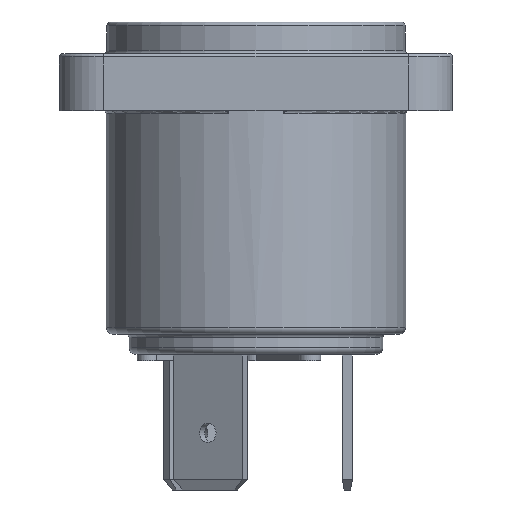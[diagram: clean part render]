
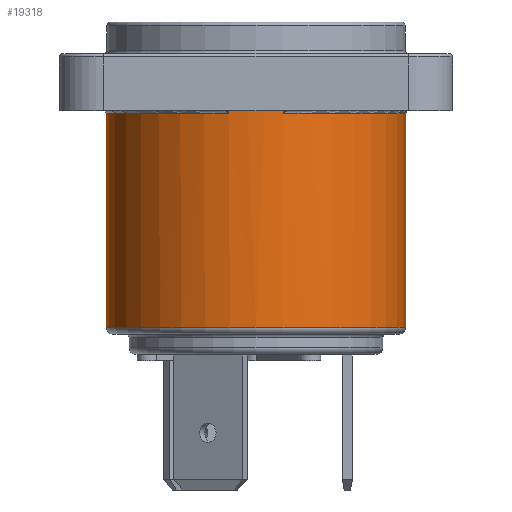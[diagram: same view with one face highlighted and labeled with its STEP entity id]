
A CAD part, left-side view. The second image highlights one B-rep face of the part: STEP entity #19318.
In plain terms, the highlighted cylindrical face has radius 11.8 mm (diameter 23.6 mm), a full revolution.
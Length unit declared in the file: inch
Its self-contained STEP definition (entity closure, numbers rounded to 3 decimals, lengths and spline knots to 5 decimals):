
#1017=CYLINDRICAL_SURFACE('',#20791,0.46457);
#1586=CIRCLE('',#20720,0.46457);
#1587=CIRCLE('',#20721,0.46457);
#1590=CIRCLE('',#20724,0.46457);
#1623=CIRCLE('',#20789,0.46457);
#1625=CIRCLE('',#20792,0.46457);
#1626=CIRCLE('',#20793,0.46457);
#2551=FACE_OUTER_BOUND('',#3687,.T.);
#3687=EDGE_LOOP('',(#16485,#16486,#16487,#16488,#16489,#16490,#16491,#16492,
#16493,#16494,#16495,#16496));
#5213=LINE('',#34974,#6932);
#5216=LINE('',#34985,#6935);
#5233=LINE('',#35074,#6952);
#5234=LINE('',#35077,#6953);
#5235=LINE('',#35080,#6954);
#6932=VECTOR('',#24692,0.3937);
#6935=VECTOR('',#24707,0.3937);
#6952=VECTOR('',#24788,0.46457);
#6953=VECTOR('',#24791,0.3937);
#6954=VECTOR('',#24794,0.3937);
#8810=VERTEX_POINT('',#34852);
#8811=VERTEX_POINT('',#34854);
#8812=VERTEX_POINT('',#34856);
#8817=VERTEX_POINT('',#34867);
#8818=VERTEX_POINT('',#34869);
#8849=VERTEX_POINT('',#34961);
#8851=VERTEX_POINT('',#34984);
#8879=VERTEX_POINT('',#35070);
#8880=VERTEX_POINT('',#35076);
#8881=VERTEX_POINT('',#35078);
#11387=EDGE_CURVE('',#8810,#8811,#1586,.T.);
#11388=EDGE_CURVE('',#8811,#8812,#1587,.T.);
#11395=EDGE_CURVE('',#8817,#8818,#1590,.T.);
#11441=EDGE_CURVE('',#8810,#8849,#5213,.T.);
#11445=EDGE_CURVE('',#8851,#8818,#5216,.T.);
#11481=EDGE_CURVE('',#8879,#8879,#1623,.T.);
#11483=EDGE_CURVE('',#8879,#8811,#5233,.T.);
#11484=EDGE_CURVE('',#8851,#8849,#1625,.T.);
#11485=EDGE_CURVE('',#8817,#8880,#5234,.T.);
#11486=EDGE_CURVE('',#8881,#8880,#1626,.T.);
#11487=EDGE_CURVE('',#8881,#8812,#5235,.T.);
#16485=ORIENTED_EDGE('',*,*,#11481,.F.);
#16486=ORIENTED_EDGE('',*,*,#11483,.T.);
#16487=ORIENTED_EDGE('',*,*,#11387,.F.);
#16488=ORIENTED_EDGE('',*,*,#11441,.T.);
#16489=ORIENTED_EDGE('',*,*,#11484,.F.);
#16490=ORIENTED_EDGE('',*,*,#11445,.T.);
#16491=ORIENTED_EDGE('',*,*,#11395,.F.);
#16492=ORIENTED_EDGE('',*,*,#11485,.T.);
#16493=ORIENTED_EDGE('',*,*,#11486,.F.);
#16494=ORIENTED_EDGE('',*,*,#11487,.T.);
#16495=ORIENTED_EDGE('',*,*,#11388,.F.);
#16496=ORIENTED_EDGE('',*,*,#11483,.F.);
#19318=ADVANCED_FACE('',(#2551),#1017,.T.);
#20720=AXIS2_PLACEMENT_3D('',#34855,#24589,#24590);
#20721=AXIS2_PLACEMENT_3D('',#34857,#24591,#24592);
#20724=AXIS2_PLACEMENT_3D('',#34870,#24601,#24602);
#20789=AXIS2_PLACEMENT_3D('',#35071,#24782,#24783);
#20791=AXIS2_PLACEMENT_3D('',#35073,#24786,#24787);
#20792=AXIS2_PLACEMENT_3D('',#35075,#24789,#24790);
#20793=AXIS2_PLACEMENT_3D('',#35079,#24792,#24793);
#24589=DIRECTION('center_axis',(0.,0.,
1.));
#24590=DIRECTION('ref_axis',(-1.,0.,0.));
#24591=DIRECTION('center_axis',(0.,0.,
1.));
#24592=DIRECTION('ref_axis',(-1.,0.,0.));
#24601=DIRECTION('center_axis',(0.,0.,
1.));
#24602=DIRECTION('ref_axis',(-1.,0.,0.));
#24692=DIRECTION('',(0.,0.,-1.));
#24707=DIRECTION('',(0.,0.,1.));
#24782=DIRECTION('center_axis',(0.,0.,
-1.));
#24783=DIRECTION('ref_axis',(-1.,0.,0.));
#24786=DIRECTION('center_axis',(0.,0.,
-1.));
#24787=DIRECTION('ref_axis',(-1.,0.,0.));
#24788=DIRECTION('',(0.,0.,1.));
#24789=DIRECTION('center_axis',(0.,0.,
1.));
#24790=DIRECTION('ref_axis',(0.,-1.,0.));
#24791=DIRECTION('',(0.,0.,-1.));
#24792=DIRECTION('center_axis',(0.,0.,
1.));
#24793=DIRECTION('ref_axis',(0.,1.,0.));
#24794=DIRECTION('',(0.,0.,1.));
#34852=CARTESIAN_POINT('',(-0.14173,-0.08517,-0.07087));
#34854=CARTESIAN_POINT('',(-0.13386,0.,-0.07087));
#34855=CARTESIAN_POINT('Origin',(-0.59843,0.,
-0.07087));
#34856=CARTESIAN_POINT('',(-0.14173,0.08517,-0.07087));
#34857=CARTESIAN_POINT('Origin',(-0.59843,0.,
-0.07087));
#34867=CARTESIAN_POINT('',(-1.05512,0.08517,-0.07087));
#34869=CARTESIAN_POINT('',(-1.05512,-0.08517,-0.07087));
#34870=CARTESIAN_POINT('Origin',(-0.59843,0.,
-0.07087));
#34961=CARTESIAN_POINT('',(-0.14173,-0.08517,-0.12598));
#34974=CARTESIAN_POINT('',(-0.14173,-0.08517,-0.07087));
#34984=CARTESIAN_POINT('',(-1.05512,-0.08517,-0.12598));
#34985=CARTESIAN_POINT('',(-1.05512,-0.08517,-0.07087));
#35070=CARTESIAN_POINT('',(-0.13386,0.,-0.79134));
#35071=CARTESIAN_POINT('Origin',(-0.59843,0.,
-0.79134));
#35073=CARTESIAN_POINT('Origin',(-0.59843,0.,
-0.07087));
#35074=CARTESIAN_POINT('',(-0.13386,0.,-0.07087));
#35075=CARTESIAN_POINT('Origin',(-0.59843,0.,
-0.12598));
#35076=CARTESIAN_POINT('',(-1.05512,0.08517,-0.12598));
#35077=CARTESIAN_POINT('',(-1.05512,0.08517,-0.07087));
#35078=CARTESIAN_POINT('',(-0.14173,0.08517,-0.12598));
#35079=CARTESIAN_POINT('Origin',(-0.59843,0.,
-0.12598));
#35080=CARTESIAN_POINT('',(-0.14173,0.08517,-0.07087));
